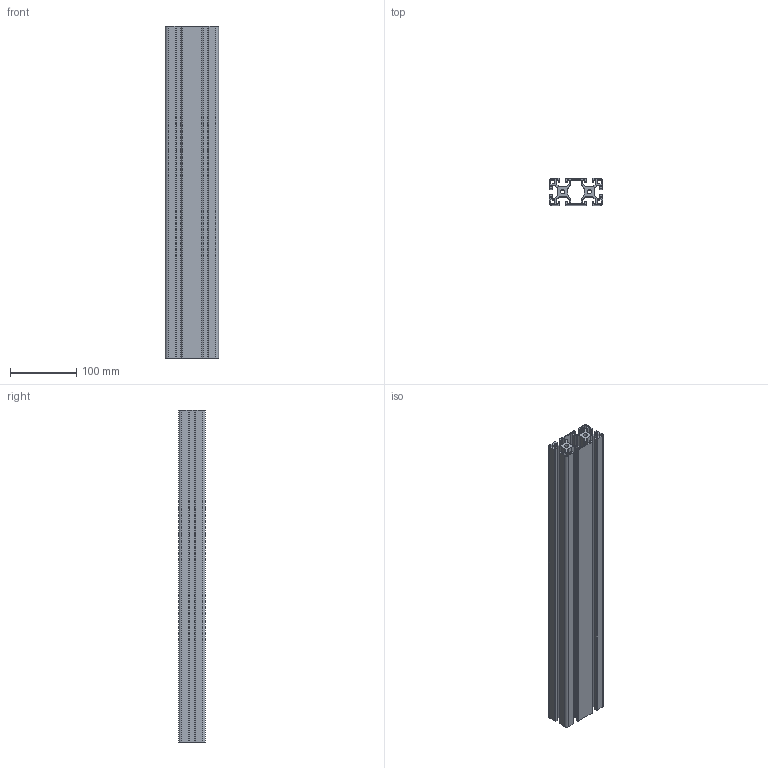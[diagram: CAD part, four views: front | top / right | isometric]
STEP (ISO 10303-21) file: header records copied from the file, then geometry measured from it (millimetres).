
FILE_DESCRIPTION (( 'STEP AP203' ), '1' );
FILE_NAME ('8 40X80.STEP', '2012-06-04T08:56:31', ( 'alle' ), ( 'Hewlett-Packard Company' ), 'SwSTEP 2.0', 'SolidWorks 2011', '' );
FILE_SCHEMA (( 'CONFIG_CONTROL_DESIGN' ));
Length unit declared in the file: millimetre
Products named in the file (1): M ATP I8 4080L
Bounding box: 80 x 40 x 500 mm (x, y, z)
Volume: 566490.2 mm3; surface area: 384577.7 mm2
Topology: 1 solids, 1 shells, 226 faces, 672 edges, 448 vertices
Faces by surface type: cylinder 120, plane 106
Entity records: 7761 total; most frequent: DIRECTION 1366, CARTESIAN_POINT 1347, ORIENTED_EDGE 1344, EDGE_CURVE 672, AXIS2_PLACEMENT_3D 467, VERTEX_POINT 448, VECTOR 432, LINE 432
